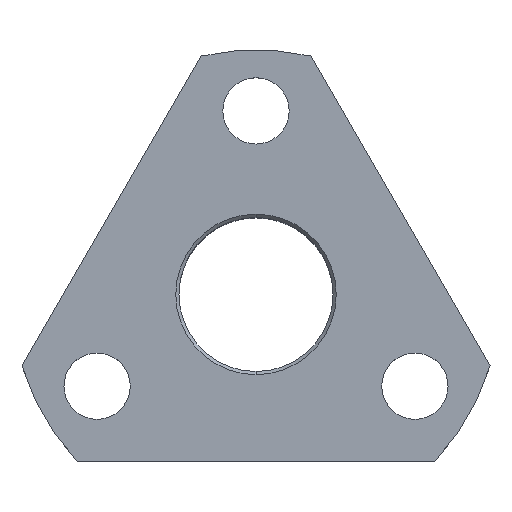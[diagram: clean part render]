
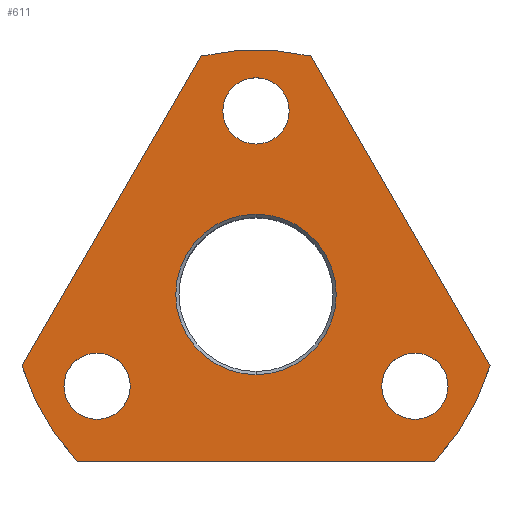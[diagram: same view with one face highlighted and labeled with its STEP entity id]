
A CAD part, top view. The second image highlights one B-rep face of the part: STEP entity #611.
In plain terms, the highlighted planar face has unit normal (0, 0, 1).
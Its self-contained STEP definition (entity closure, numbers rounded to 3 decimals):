
#9 = CIRCLE ( 'NONE', #226, 2.58 ) ;
#15 = ORIENTED_EDGE ( 'NONE', *, *, #477, .F. ) ;
#27 = DIRECTION ( 'NONE',  ( 0., -1., 0. ) ) ;
#40 = EDGE_CURVE ( 'NONE', #423, #156, #9, .T. ) ;
#44 = CARTESIAN_POINT ( 'NONE',  ( 12.376, -7.145, 0. ) ) ;
#48 = CARTESIAN_POINT ( 'NONE',  ( 0., 0., 0. ) ) ;
#54 = ORIENTED_EDGE ( 'NONE', *, *, #772, .F. ) ;
#57 = DIRECTION ( 'NONE',  ( 0., 0., 1. ) ) ;
#66 = ORIENTED_EDGE ( 'NONE', *, *, #416, .F. ) ;
#72 = VERTEX_POINT ( 'NONE', #474 ) ;
#82 = CARTESIAN_POINT ( 'NONE',  ( 0., 11.71, 0. ) ) ;
#83 = AXIS2_PLACEMENT_3D ( 'NONE', #689, #361, #366 ) ;
#87 = EDGE_CURVE ( 'NONE', #270, #965, #100, .T. ) ;
#89 = DIRECTION ( 'NONE',  ( 0., 1., 0. ) ) ;
#93 = AXIS2_PLACEMENT_3D ( 'NONE', #44, #196, #358 ) ;
#100 = CIRCLE ( 'NONE', #315, 6.25 ) ;
#103 = CIRCLE ( 'NONE', #848, 2.58 ) ;
#110 = CARTESIAN_POINT ( 'NONE',  ( 0., -6.25, 0. ) ) ;
#112 = CIRCLE ( 'NONE', #780, 2.58 ) ;
#135 = AXIS2_PLACEMENT_3D ( 'NONE', #607, #274, #859 ) ;
#148 = LINE ( 'NONE', #560, #995 ) ;
#153 = CARTESIAN_POINT ( 'NONE',  ( -12.376, -7.145, 0. ) ) ;
#156 = VERTEX_POINT ( 'NONE', #1014 ) ;
#165 = EDGE_LOOP ( 'NONE', ( #726, #174 ) ) ;
#174 = ORIENTED_EDGE ( 'NONE', *, *, #885, .F. ) ;
#185 = DIRECTION ( 'NONE',  ( 0., 0., 1. ) ) ;
#191 = ORIENTED_EDGE ( 'NONE', *, *, #858, .F. ) ;
#196 = DIRECTION ( 'NONE',  ( 0., 0., 1. ) ) ;
#203 = DIRECTION ( 'NONE',  ( 0., 1., 0. ) ) ;
#226 = AXIS2_PLACEMENT_3D ( 'NONE', #153, #814, #810 ) ;
#227 = DIRECTION ( 'NONE',  ( 0., 0., 1. ) ) ;
#241 = CARTESIAN_POINT ( 'NONE',  ( 0., 14.29, 0. ) ) ;
#247 = DIRECTION ( 'NONE',  ( 0., 0., -1. ) ) ;
#258 = CARTESIAN_POINT ( 'NONE',  ( 12.376, -4.565, 0. ) ) ;
#270 = VERTEX_POINT ( 'NONE', #110 ) ;
#273 = EDGE_LOOP ( 'NONE', ( #438, #54 ) ) ;
#274 = DIRECTION ( 'NONE',  ( 0., 0., 1. ) ) ;
#285 = FACE_BOUND ( 'NONE', #612, .T. ) ;
#286 = DIRECTION ( 'NONE',  ( 0., 0., 1. ) ) ;
#312 = FACE_BOUND ( 'NONE', #870, .T. ) ;
#314 = DIRECTION ( 'NONE',  ( 0., 0., 1. ) ) ;
#315 = AXIS2_PLACEMENT_3D ( 'NONE', #727, #227, #394 ) ;
#316 = PLANE ( 'NONE',  #695 ) ;
#320 = CIRCLE ( 'NONE', #556, 19.05 ) ;
#327 = CARTESIAN_POINT ( 'NONE',  ( 18.221, -5.559, 0. ) ) ;
#330 = CARTESIAN_POINT ( 'NONE',  ( 0., 14.29, 0. ) ) ;
#332 = FACE_BOUND ( 'NONE', #165, .T. ) ;
#354 = CARTESIAN_POINT ( 'NONE',  ( -18.221, -5.559, 0. ) ) ;
#355 = EDGE_CURVE ( 'NONE', #1055, #1031, #320, .T. ) ;
#358 = DIRECTION ( 'NONE',  ( 0., 1., 0. ) ) ;
#361 = DIRECTION ( 'NONE',  ( 0., 0., -1. ) ) ;
#366 = DIRECTION ( 'NONE',  ( 0., -1., 0. ) ) ;
#370 = EDGE_CURVE ( 'NONE', #606, #837, #112, .T. ) ;
#372 = DIRECTION ( 'NONE',  ( -1., 0., 0. ) ) ;
#379 = ORIENTED_EDGE ( 'NONE', *, *, #355, .F. ) ;
#383 = CIRCLE ( 'NONE', #135, 6.25 ) ;
#394 = DIRECTION ( 'NONE',  ( 0., -1., 0. ) ) ;
#398 = ORIENTED_EDGE ( 'NONE', *, *, #827, .F. ) ;
#408 = EDGE_CURVE ( 'NONE', #571, #1042, #479, .T. ) ;
#416 = EDGE_CURVE ( 'NONE', #72, #561, #436, .T. ) ;
#421 = VERTEX_POINT ( 'NONE', #354 ) ;
#423 = VERTEX_POINT ( 'NONE', #605 ) ;
#436 = CIRCLE ( 'NONE', #970, 19.05 ) ;
#438 = ORIENTED_EDGE ( 'NONE', *, *, #40, .F. ) ;
#441 = CARTESIAN_POINT ( 'NONE',  ( 0., -13., 0. ) ) ;
#470 = AXIS2_PLACEMENT_3D ( 'NONE', #873, #57, #203 ) ;
#474 = CARTESIAN_POINT ( 'NONE',  ( -4.296, 18.559, 0. ) ) ;
#476 = DIRECTION ( 'NONE',  ( 0.5, -0.866, 0. ) ) ;
#477 = EDGE_CURVE ( 'NONE', #561, #1055, #148, .T. ) ;
#479 = CIRCLE ( 'NONE', #93, 2.58 ) ;
#486 = DIRECTION ( 'NONE',  ( -1., 0., 0. ) ) ;
#496 = CIRCLE ( 'NONE', #470, 2.58 ) ;
#497 = DIRECTION ( 'NONE',  ( 0., 0., -1. ) ) ;
#508 = CARTESIAN_POINT ( 'NONE',  ( 13.925, -13., 0. ) ) ;
#515 = CIRCLE ( 'NONE', #83, 19.05 ) ;
#521 = CARTESIAN_POINT ( 'NONE',  ( -18.221, -5.559, 0. ) ) ;
#535 = DIRECTION ( 'NONE',  ( 0., 1., 0. ) ) ;
#538 = EDGE_CURVE ( 'NONE', #837, #606, #800, .T. ) ;
#547 = FACE_BOUND ( 'NONE', #273, .T. ) ;
#556 = AXIS2_PLACEMENT_3D ( 'NONE', #1003, #497, #27 ) ;
#557 = ORIENTED_EDGE ( 'NONE', *, *, #805, .F. ) ;
#560 = CARTESIAN_POINT ( 'NONE',  ( 4.296, 18.559, 0. ) ) ;
#561 = VERTEX_POINT ( 'NONE', #651 ) ;
#566 = LINE ( 'NONE', #521, #806 ) ;
#568 = CARTESIAN_POINT ( 'NONE',  ( 12.376, -9.725, 0. ) ) ;
#571 = VERTEX_POINT ( 'NONE', #568 ) ;
#605 = CARTESIAN_POINT ( 'NONE',  ( -12.376, -4.565, 0. ) ) ;
#606 = VERTEX_POINT ( 'NONE', #82 ) ;
#607 = CARTESIAN_POINT ( 'NONE',  ( 0., 0., 0. ) ) ;
#611 = ADVANCED_FACE ( 'NONE', ( #332, #285, #312, #547, #897 ), #316, .F. ) ;
#612 = EDGE_LOOP ( 'NONE', ( #824, #741 ) ) ;
#648 = VECTOR ( 'NONE', #372, 1000. ) ;
#651 = CARTESIAN_POINT ( 'NONE',  ( 4.296, 18.559, 0. ) ) ;
#657 = CARTESIAN_POINT ( 'NONE',  ( 0., 0., 0. ) ) ;
#659 = DIRECTION ( 'NONE',  ( 0., 1., 0. ) ) ;
#676 = DIRECTION ( 'NONE',  ( 0., 0., -1. ) ) ;
#689 = CARTESIAN_POINT ( 'NONE',  ( 0., 0., 0. ) ) ;
#695 = AXIS2_PLACEMENT_3D ( 'NONE', #657, #247, #486 ) ;
#700 = VERTEX_POINT ( 'NONE', #707 ) ;
#707 = CARTESIAN_POINT ( 'NONE',  ( -13.925, -13., 0. ) ) ;
#726 = ORIENTED_EDGE ( 'NONE', *, *, #87, .F. ) ;
#727 = CARTESIAN_POINT ( 'NONE',  ( 0., 0., 0. ) ) ;
#733 = EDGE_LOOP ( 'NONE', ( #379, #15, #66, #398, #557, #191 ) ) ;
#741 = ORIENTED_EDGE ( 'NONE', *, *, #370, .F. ) ;
#756 = CARTESIAN_POINT ( 'NONE',  ( 0., 6.25, 0. ) ) ;
#770 = DIRECTION ( 'NONE',  ( 0., -1., 0. ) ) ;
#772 = EDGE_CURVE ( 'NONE', #156, #423, #103, .T. ) ;
#780 = AXIS2_PLACEMENT_3D ( 'NONE', #330, #185, #659 ) ;
#798 = EDGE_CURVE ( 'NONE', #1042, #571, #496, .T. ) ;
#800 = CIRCLE ( 'NONE', #910, 2.58 ) ;
#805 = EDGE_CURVE ( 'NONE', #700, #421, #515, .T. ) ;
#806 = VECTOR ( 'NONE', #951, 1000. ) ;
#810 = DIRECTION ( 'NONE',  ( 0., 1., 0. ) ) ;
#814 = DIRECTION ( 'NONE',  ( 0., 0., 1. ) ) ;
#823 = ORIENTED_EDGE ( 'NONE', *, *, #408, .F. ) ;
#824 = ORIENTED_EDGE ( 'NONE', *, *, #538, .F. ) ;
#827 = EDGE_CURVE ( 'NONE', #421, #72, #566, .T. ) ;
#837 = VERTEX_POINT ( 'NONE', #867 ) ;
#848 = AXIS2_PLACEMENT_3D ( 'NONE', #1028, #286, #535 ) ;
#858 = EDGE_CURVE ( 'NONE', #1031, #700, #998, .T. ) ;
#859 = DIRECTION ( 'NONE',  ( 0., -1., 0. ) ) ;
#867 = CARTESIAN_POINT ( 'NONE',  ( 0., 16.87, 0. ) ) ;
#870 = EDGE_LOOP ( 'NONE', ( #892, #823 ) ) ;
#873 = CARTESIAN_POINT ( 'NONE',  ( 12.376, -7.145, 0. ) ) ;
#885 = EDGE_CURVE ( 'NONE', #965, #270, #383, .T. ) ;
#892 = ORIENTED_EDGE ( 'NONE', *, *, #798, .F. ) ;
#897 = FACE_OUTER_BOUND ( 'NONE', #733, .T. ) ;
#910 = AXIS2_PLACEMENT_3D ( 'NONE', #241, #314, #89 ) ;
#951 = DIRECTION ( 'NONE',  ( 0.5, 0.866, 0. ) ) ;
#965 = VERTEX_POINT ( 'NONE', #756 ) ;
#970 = AXIS2_PLACEMENT_3D ( 'NONE', #48, #676, #770 ) ;
#995 = VECTOR ( 'NONE', #476, 1000. ) ;
#998 = LINE ( 'NONE', #441, #648 ) ;
#1003 = CARTESIAN_POINT ( 'NONE',  ( 0., 0., 0. ) ) ;
#1014 = CARTESIAN_POINT ( 'NONE',  ( -12.376, -9.725, 0. ) ) ;
#1028 = CARTESIAN_POINT ( 'NONE',  ( -12.376, -7.145, 0. ) ) ;
#1031 = VERTEX_POINT ( 'NONE', #508 ) ;
#1042 = VERTEX_POINT ( 'NONE', #258 ) ;
#1055 = VERTEX_POINT ( 'NONE', #327 ) ;
